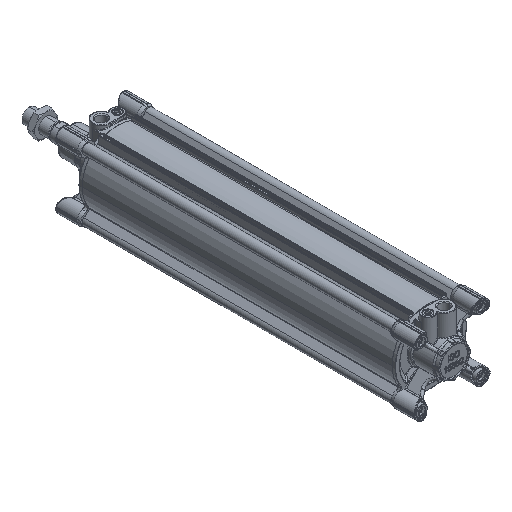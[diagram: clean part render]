
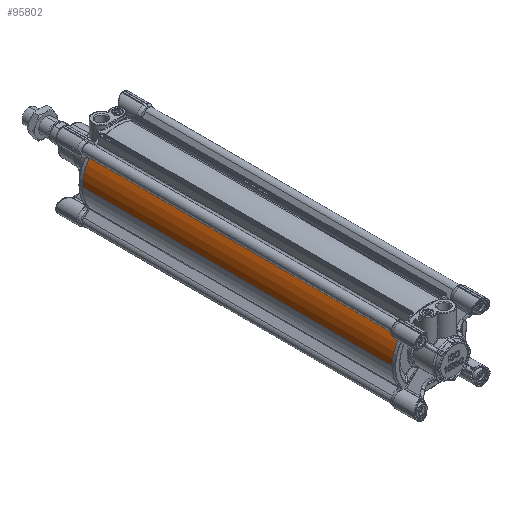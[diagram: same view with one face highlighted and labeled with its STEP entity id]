
A CAD part, isometric view. The second image highlights one B-rep face of the part: STEP entity #95802.
In plain terms, the highlighted cylindrical face has radius 65.5 mm (diameter 131 mm), a partial arc.
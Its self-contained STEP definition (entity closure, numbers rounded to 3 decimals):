
#546 = CARTESIAN_POINT ( 'NONE',  ( -65.5, 45., 0. ) ) ;
#3938 = CARTESIAN_POINT ( 'NONE',  ( -51.346, 545., 40.668 ) ) ;
#11436 = DIRECTION ( 'NONE',  ( 1., 0., 0. ) ) ;
#22210 = AXIS2_PLACEMENT_3D ( 'NONE', #85822, #126799, #30836 ) ;
#22528 = ORIENTED_EDGE ( 'NONE', *, *, #42703, .T. ) ;
#30836 = DIRECTION ( 'NONE',  ( 1., 0., 0. ) ) ;
#32096 = CARTESIAN_POINT ( 'NONE',  ( -51.346, 45., 40.668 ) ) ;
#33088 = VERTEX_POINT ( 'NONE', #32096 ) ;
#35470 = DIRECTION ( 'NONE',  ( -1., 0., 0. ) ) ;
#37212 = VERTEX_POINT ( 'NONE', #546 ) ;
#41038 = CARTESIAN_POINT ( 'NONE',  ( -51.346, 615., 40.668 ) ) ;
#42703 = EDGE_CURVE ( 'NONE', #33088, #107010, #99240, .T. ) ;
#48124 = CYLINDRICAL_SURFACE ( 'NONE', #91212, 65.5 ) ;
#49281 = AXIS2_PLACEMENT_3D ( 'NONE', #130687, #88263, #11436 ) ;
#68251 = ORIENTED_EDGE ( 'NONE', *, *, #69931, .F. ) ;
#69931 = EDGE_CURVE ( 'NONE', #37212, #91020, #114673, .T. ) ;
#70684 = FACE_OUTER_BOUND ( 'NONE', #117414, .T. ) ;
#84410 = VECTOR ( 'NONE', #137921, 1000. ) ;
#85822 = CARTESIAN_POINT ( 'NONE',  ( 0., 615., 0. ) ) ;
#88263 = DIRECTION ( 'NONE',  ( 0., -1., 0. ) ) ;
#91020 = VERTEX_POINT ( 'NONE', #135657 ) ;
#91212 = AXIS2_PLACEMENT_3D ( 'NONE', #100369, #132154, #35470 ) ;
#94856 = CARTESIAN_POINT ( 'NONE',  ( -65.5, 545., 0. ) ) ;
#95802 = ADVANCED_FACE ( 'NONE', ( #70684 ), #48124, .T. ) ;
#99240 = LINE ( 'NONE', #3938, #133803 ) ;
#100369 = CARTESIAN_POINT ( 'NONE',  ( 0., 545., 0. ) ) ;
#107010 = VERTEX_POINT ( 'NONE', #41038 ) ;
#109822 = DIRECTION ( 'NONE',  ( 0., 1., 0. ) ) ;
#110113 = CIRCLE ( 'NONE', #49281, 65.5 ) ;
#114673 = LINE ( 'NONE', #94856, #84410 ) ;
#117414 = EDGE_LOOP ( 'NONE', ( #68251, #121762, #22528, #118492 ) ) ;
#118492 = ORIENTED_EDGE ( 'NONE', *, *, #136927, .T. ) ;
#121762 = ORIENTED_EDGE ( 'NONE', *, *, #138315, .F. ) ;
#126799 = DIRECTION ( 'NONE',  ( 0., -1., 0. ) ) ;
#128076 = CIRCLE ( 'NONE', #22210, 65.5 ) ;
#130687 = CARTESIAN_POINT ( 'NONE',  ( 0., 45., 0. ) ) ;
#132154 = DIRECTION ( 'NONE',  ( 0., 1., 0. ) ) ;
#133803 = VECTOR ( 'NONE', #109822, 1000. ) ;
#135657 = CARTESIAN_POINT ( 'NONE',  ( -65.5, 615., 0. ) ) ;
#136927 = EDGE_CURVE ( 'NONE', #107010, #91020, #128076, .T. ) ;
#137921 = DIRECTION ( 'NONE',  ( 0., 1., 0. ) ) ;
#138315 = EDGE_CURVE ( 'NONE', #33088, #37212, #110113, .T. ) ;
